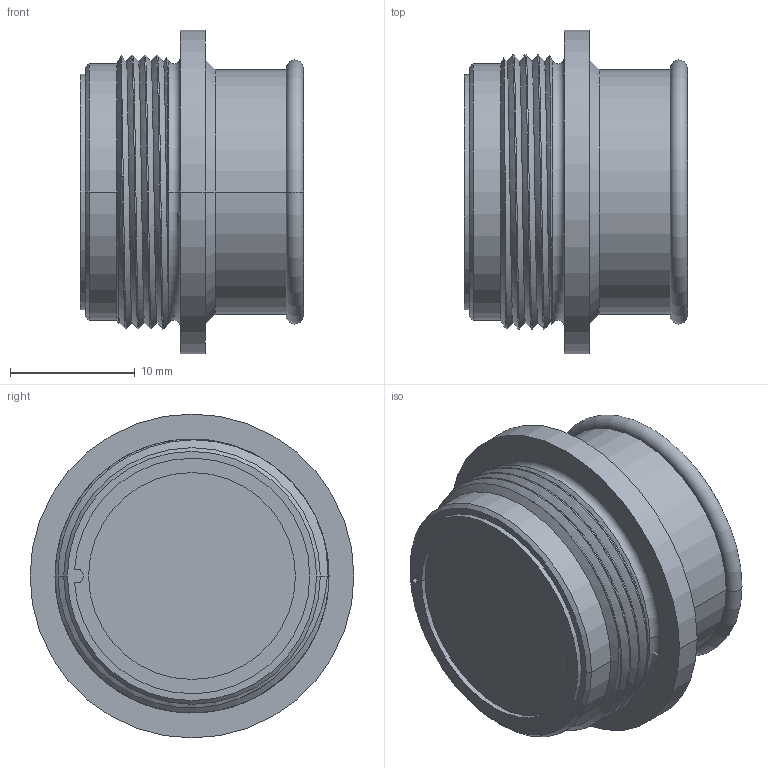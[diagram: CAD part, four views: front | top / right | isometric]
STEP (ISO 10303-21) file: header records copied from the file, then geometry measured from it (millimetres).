
FILE_DESCRIPTION((''),'2;1');
FILE_NAME('13303BT_SW0001','2022-02-04T12:51:02',('cgregory'),('NET AG system integration'),'CREO PARAMETRIC BY PTC INC, 2019292','CREO PARAMETRIC BY PTC INC, 2019292','');
FILE_SCHEMA(('AUTOMOTIVE_DESIGN { 1 0 10303 214 1 1 1 1 }'));
Length unit declared in the file: millimetre
Products named in the file (1): 13303BT_SW0001
Bounding box: 17.9 x 26 x 26 mm (x, y, z)
Volume: 5355.9 mm3; surface area: 2835.4 mm2
Topology: 1 solids, 1 shells, 52 faces, 115 edges, 71 vertices
Faces by surface type: cylinder 19, plane 12, cone 9, torus 8, bspline 4
Entity records: 3371 total; most frequent: CARTESIAN_POINT 1559, DIRECTION 266, ORIENTED_EDGE 230, EDGE_CURVE 115, AXIS2_PLACEMENT_3D 111, VERTEX_POINT 71, EDGE_LOOP 58, CIRCLE 53
